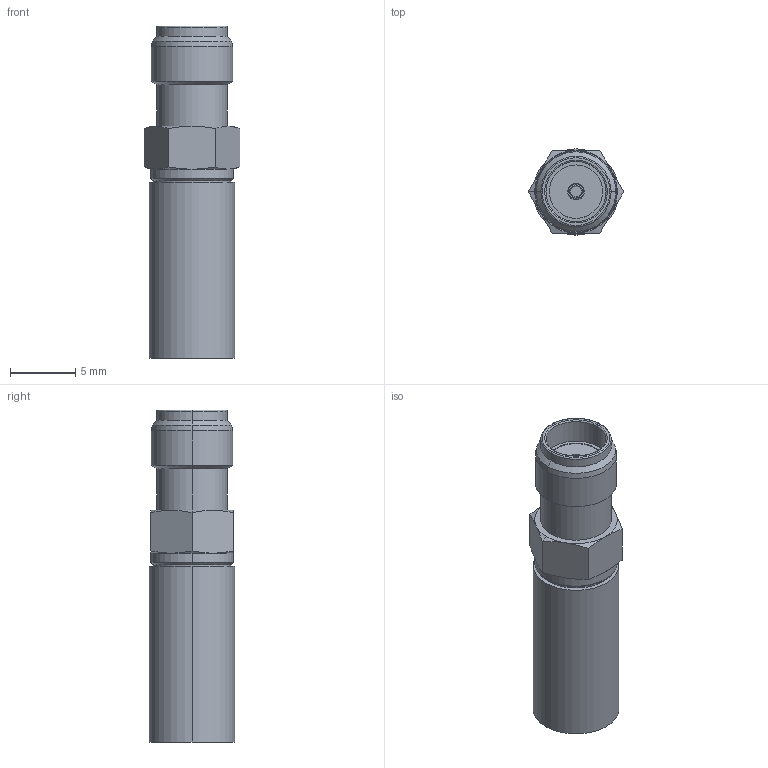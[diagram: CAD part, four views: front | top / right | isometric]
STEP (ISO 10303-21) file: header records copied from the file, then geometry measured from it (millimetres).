
FILE_DESCRIPTION (( 'STEP AP214' ), '1' );
FILE_NAME ('J01151A0611.STEP', '2017-02-24T06:57:24', ( '' ), ( '' ), 'SwSTEP 2.0', 'SolidWorks 2015', '' );
FILE_SCHEMA (( 'AUTOMOTIVE_DESIGN' ));
Length unit declared in the file: millimetre
Products named in the file (1): J01151A0611
Bounding box: 7.33 x 6.6 x 25.5 mm (x, y, z)
Volume: 510.3 mm3; surface area: 978.2 mm2
Topology: 1 solids, 1 shells, 82 faces, 175 edges, 105 vertices
Faces by surface type: cylinder 28, cone 26, plane 22, torus 6
Entity records: 3086 total; most frequent: CARTESIAN_POINT 467, DIRECTION 392, ORIENTED_EDGE 350, EDGE_CURVE 175, AXIS2_PLACEMENT_3D 166, VERTEX_POINT 105, EDGE_LOOP 92, CIRCLE 83
